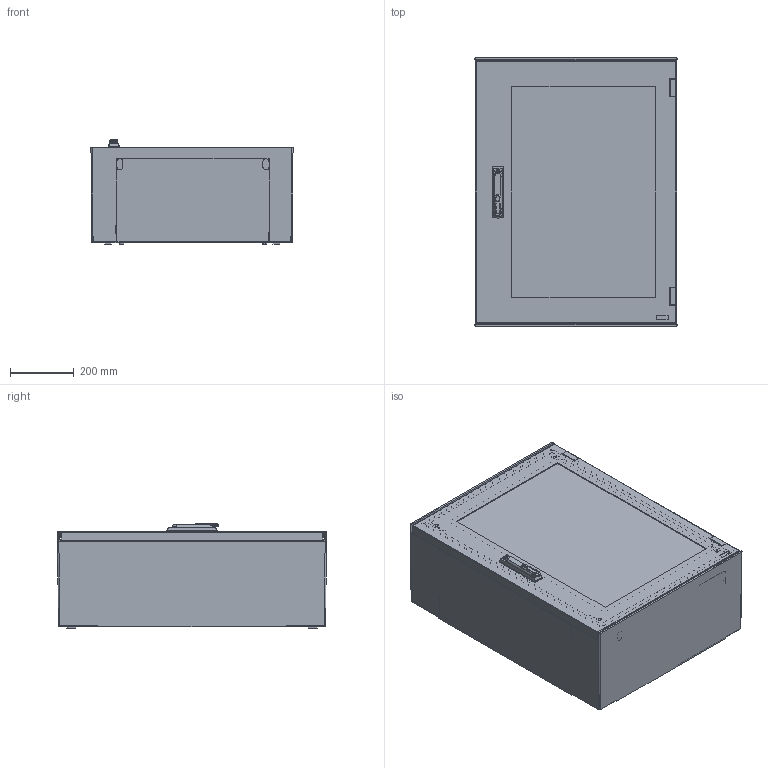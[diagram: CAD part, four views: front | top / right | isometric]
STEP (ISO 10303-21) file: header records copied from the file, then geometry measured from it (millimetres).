
FILE_DESCRIPTION((''),'2;1');
FILE_NAME('NSYPLM86TVG-3D-SIMP_ASM','2022-02-10T15:59:06',('SESA6369'),('Schneider-Electric'),'CREO PARAMETRIC BY PTC INC, 2019471','CREO PARAMETRIC BY PTC INC, 2019471','');
FILE_SCHEMA(('AP242_MANAGED_MODEL_BASED_3D_ENGINEERING_MIM_LF { 1 0 10303 442 1 1 4 }'));
Products named in the file (11): 4360190201-SIMPL; 2761180011; 2761190011; PLM-BODY-86-3-POINTS-SIMP_ASM; 416009022101-SIMPL_AF2; GASKET-PLM86_AF2; PLM-LOCK-86-3-POINTS-SIMP; 346203000101-SIMP; 3460240721; PLM-GLAZ-DOOR-86-3-POINTS-SIMP_ASM; NSYPLM86TVG-3D-SIMP_ASM
Assembly tree (11 placements, depth 3):
  NSYPLM86TVG-3D-SIMP_ASM
    PLM-BODY-86-3-POINTS-SIMP_ASM
      4360190201-SIMPL
      2761180011
      2761190011
    PLM-GLAZ-DOOR-86-3-POINTS-SIMP_ASM
      416009022101-SIMPL_AF2
      GASKET-PLM86_AF2
      PLM-LOCK-86-3-POINTS-SIMP
      346203000101-SIMP  x2
      3460240721
Bounding box: 636.52 x 847 x 329.8 mm (x, y, z)
Volume: 9027913.3 mm3; surface area: 5141665.4 mm2
Topology: 13 solids, 14 shells, 2464 faces, 6668 edges, 4342 vertices
Faces by surface type: plane 1706, cylinder 596, cone 63, torus 46, bspline 45, sphere 8
Entity records: 107048 total; most frequent: CARTESIAN_POINT 24218, ORIENTED_EDGE 13100, DIRECTION 11985, EDGE_CURVE 6570, PRESENTATION_STYLE_ASSIGNMENT 5067, STYLED_ITEM 5067, VECTOR 4889, LINE 4889
